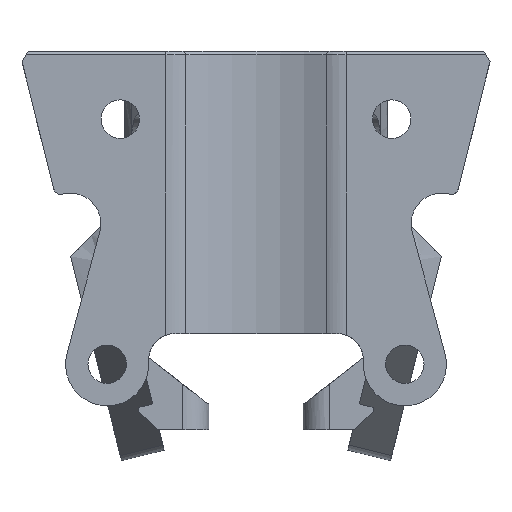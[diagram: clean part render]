
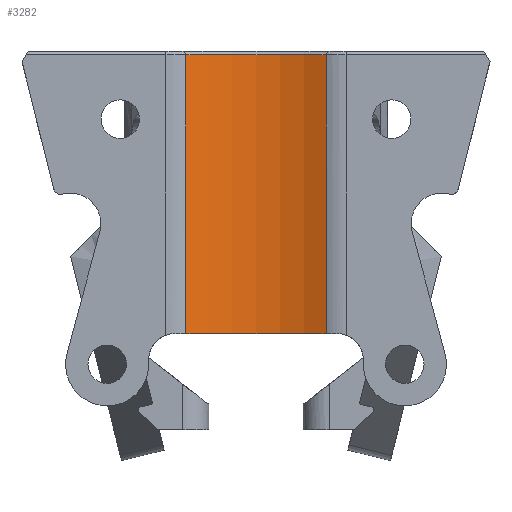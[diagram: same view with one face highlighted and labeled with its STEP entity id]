
A CAD part, front view. The second image highlights one B-rep face of the part: STEP entity #3282.
In plain terms, the highlighted cylindrical face has radius 17.45 mm (diameter 34.9 mm), a partial arc.
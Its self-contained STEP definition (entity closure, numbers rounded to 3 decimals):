
#227=FACE_OUTER_BOUND('',#413,.T.);
#413=EDGE_LOOP('',(#2339,#2340,#2341,#2342));
#644=LINE('',#5044,#929);
#645=LINE('',#5053,#930);
#929=VECTOR('',#3952,10.);
#930=VECTOR('',#3957,10.);
#1210=CIRCLE('',#3507,17.45);
#1219=CIRCLE('',#3521,17.45);
#1435=VERTEX_POINT('',#5005);
#1436=VERTEX_POINT('',#5009);
#1449=VERTEX_POINT('',#5043);
#1451=VERTEX_POINT('',#5052);
#1778=EDGE_CURVE('',#1436,#1435,#1210,.T.);
#1794=EDGE_CURVE('',#1435,#1449,#644,.T.);
#1797=EDGE_CURVE('',#1451,#1436,#645,.T.);
#1798=EDGE_CURVE('',#1449,#1451,#1219,.T.);
#2339=ORIENTED_EDGE('',*,*,#1778,.F.);
#2340=ORIENTED_EDGE('',*,*,#1797,.F.);
#2341=ORIENTED_EDGE('',*,*,#1798,.F.);
#2342=ORIENTED_EDGE('',*,*,#1794,.F.);
#3213=CYLINDRICAL_SURFACE('',#3520,17.45);
#3282=ADVANCED_FACE('',(#227),#3213,.F.);
#3507=AXIS2_PLACEMENT_3D('',#5011,#3920,#3921);
#3520=AXIS2_PLACEMENT_3D('',#5051,#3955,#3956);
#3521=AXIS2_PLACEMENT_3D('',#5054,#3958,#3959);
#3920=DIRECTION('center_axis',(0.,0.,-1.));
#3921=DIRECTION('ref_axis',(0.516,0.857,0.));
#3952=DIRECTION('',(0.,0.,-1.));
#3955=DIRECTION('center_axis',(0.,0.,-1.));
#3956=DIRECTION('ref_axis',(0.516,0.857,0.));
#3957=DIRECTION('',(0.,0.,1.));
#3958=DIRECTION('center_axis',(0.,0.,1.));
#3959=DIRECTION('ref_axis',(0.516,0.857,0.));
#5005=CARTESIAN_POINT('',(8.003,0.557,30.35));
#5009=CARTESIAN_POINT('',(-8.003,0.557,30.35));
#5011=CARTESIAN_POINT('Origin',(0.,-14.95,
30.35));
#5043=CARTESIAN_POINT('',(8.003,0.557,-1.5));
#5044=CARTESIAN_POINT('',(8.003,0.557,30.75));
#5051=CARTESIAN_POINT('Origin',(0.,-14.95,
30.75));
#5052=CARTESIAN_POINT('',(-8.003,0.557,-1.5));
#5053=CARTESIAN_POINT('',(-8.003,0.557,30.75));
#5054=CARTESIAN_POINT('Origin',(0.,-14.95,
-1.5));
